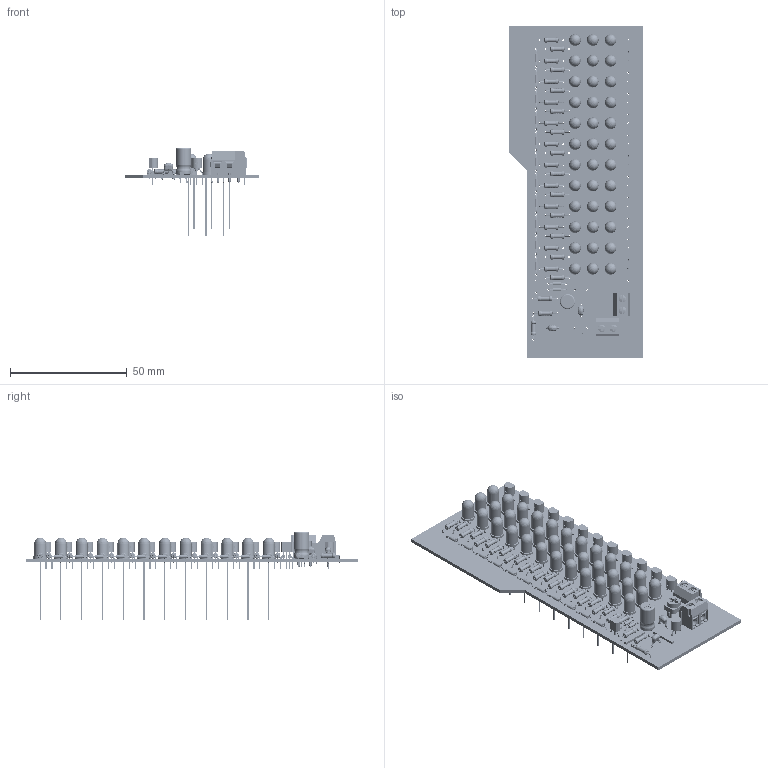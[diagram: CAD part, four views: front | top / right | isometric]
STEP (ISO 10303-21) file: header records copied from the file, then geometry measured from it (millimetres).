
FILE_DESCRIPTION(/* description */ (''),/* implementation_level */ '2;1');
FILE_NAME(/* name */ 'Audio Level Indicator v2.step',/* time_stamp */ '2019-03-23T19:51:16+00:00',/* author */ ('Adam Short'),/* organization */ (''),/* preprocessor_version */ 'ST-DEVELOPER v17.2',/* originating_system */ 'Autodesk Translation Framework v7.6.0.251',/* authorisation */ '');
FILE_SCHEMA (('AUTOMOTIVE_DESIGN { 1 0 10303 214 3 1 1 }'));
Length unit declared in the file: millimetre
Products named in the file (25): Audio Level Indicator; PCB Component; Board; 1N4148; 1N4148 (1); Yellow; Anoda+Katoda (1); Kučište (1); Red; Anoda+Katoda (2); Kučište (2); 75R; 5K1; 2N3904; 10K; 1K2; 100nF / 0.1uF; 10K_1; 2-PINSCREWTERMINAL; 10uF/50V; Green; Anoda+Katoda; Kučište; 620K; 220K
Assembly tree (108 placements, depth 4):
  Audio Level Indicator
    PCB Component
      Board
      1N4148  x13
        1N4148 (1)
      Green  x24
        Anoda+Katoda
        Kučište
      Yellow  x6
        Anoda+Katoda (1)
        Kučište (1)
      Red  x6
        Anoda+Katoda (2)
        Kučište (2)
      75R  x12
      5K1  x12
      2N3904  x15
      10K  x2
      1K2
      100nF / 0.1uF  x2
      10K_1
      2-PINSCREWTERMINAL  x2
      10uF/50V
      620K
      220K
Bounding box: 57.44 x 141.91 x 37.76 mm (x, y, z)
Volume: 21602.1 mm3; surface area: 36041.3 mm2
Topology: 465 solids, 465 shells, 4803 faces, 11592 edges, 7830 vertices
Faces by surface type: plane 2883, cylinder 1092, bspline 406, torus 334, sphere 48, cone 40
Full cylindrical faces by diameter (mm): 0.35 x162, 0.5 x2, 0.65 x16, 0.7 x4, 0.813 x207, 1 x7, 1.27 x15, 1.321 x4, 1.447 x13, 1.456 x13, 1.8 x162, 1.82 x81, 2 x8, 2.1 x4, 2.3 x54, 2.32 x54, 3 x4, 3.2 x4, 3.5 x4, 4.5 x2, 5 x36
Entity records: 40669 total; most frequent: CARTESIAN_POINT 12162, DIRECTION 5773, ORIENTED_EDGE 5256, EDGE_CURVE 2628, AXIS2_PLACEMENT_3D 2233, VERTEX_POINT 1770, EDGE_LOOP 1532, LINE 1307
